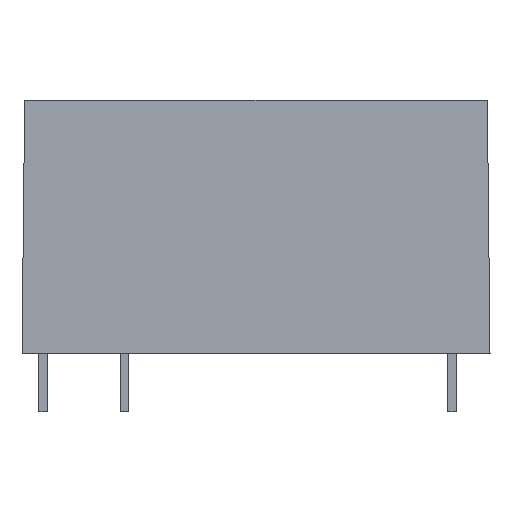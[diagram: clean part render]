
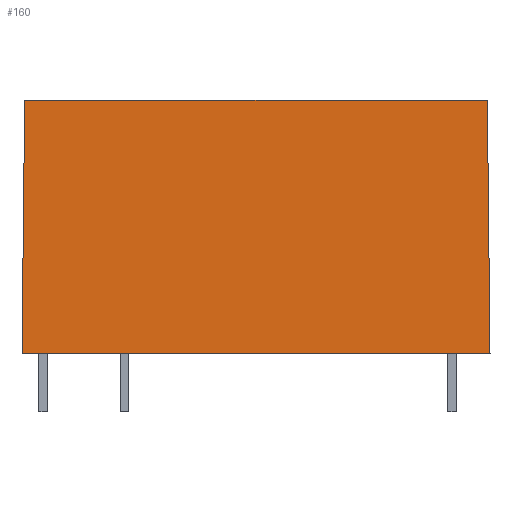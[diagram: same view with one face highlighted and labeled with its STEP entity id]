
A CAD part, left-side view. The second image highlights one B-rep face of the part: STEP entity #160.
In plain terms, the highlighted planar face has unit normal (-1, 0, 0.011).
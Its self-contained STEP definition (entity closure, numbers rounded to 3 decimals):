
#140=AXIS2_PLACEMENT_3D('Plane Axis2P3D',#137,#138,#139) ;
#43=CARTESIAN_POINT('Vertex',(0.164,28.836,19.3)) ;
#57=CARTESIAN_POINT('Vertex',(0.,29.,3.6)) ;
#60=CARTESIAN_POINT('Line Origine',(0.082,28.918,11.45)) ;
#89=CARTESIAN_POINT('Vertex',(0.164,0.164,19.3)) ;
#99=CARTESIAN_POINT('Line Origine',(0.164,14.5,19.3)) ;
#137=CARTESIAN_POINT('Axis2P3D Location',(0.,28.,3.6)) ;
#142=CARTESIAN_POINT('Line Origine',(0.082,0.082,11.45)) ;
#146=CARTESIAN_POINT('Vertex',(0.,0.,3.6)) ;
#149=CARTESIAN_POINT('Line Origine',(0.,14.5,3.6)) ;
#61=DIRECTION('Vector Direction',(0.01,-0.01,1.)) ;
#100=DIRECTION('Vector Direction',(0.,-1.,0.)) ;
#138=DIRECTION('Axis2P3D Direction',(1.,0.,-0.01)) ;
#139=DIRECTION('Axis2P3D XDirection',(0.,-1.,0.)) ;
#143=DIRECTION('Vector Direction',(0.01,0.01,1.)) ;
#150=DIRECTION('Vector Direction',(0.,-1.,0.)) ;
#62=VECTOR('Line Direction',#61,1.) ;
#101=VECTOR('Line Direction',#100,1.) ;
#144=VECTOR('Line Direction',#143,1.) ;
#151=VECTOR('Line Direction',#150,1.) ;
#155=ORIENTED_EDGE('',*,*,#148,.F.) ;
#156=ORIENTED_EDGE('',*,*,#103,.F.) ;
#157=ORIENTED_EDGE('',*,*,#64,.F.) ;
#158=ORIENTED_EDGE('',*,*,#153,.F.) ;
#160=ADVANCED_FACE('RSS-RELAIS',(#159),#141,.F.) ;
#64=EDGE_CURVE('',#58,#44,#63,.T.) ;
#103=EDGE_CURVE('',#44,#90,#102,.T.) ;
#148=EDGE_CURVE('',#90,#147,#145,.F.) ;
#153=EDGE_CURVE('',#147,#58,#152,.F.) ;
#154=EDGE_LOOP('',(#155,#156,#157,#158)) ;
#159=FACE_OUTER_BOUND('',#154,.T.) ;
#63=LINE('Line',#60,#62) ;
#102=LINE('Line',#99,#101) ;
#145=LINE('Line',#142,#144) ;
#152=LINE('Line',#149,#151) ;
#141=PLANE('',#140) ;
#44=VERTEX_POINT('',#43) ;
#58=VERTEX_POINT('',#57) ;
#90=VERTEX_POINT('',#89) ;
#147=VERTEX_POINT('',#146) ;
